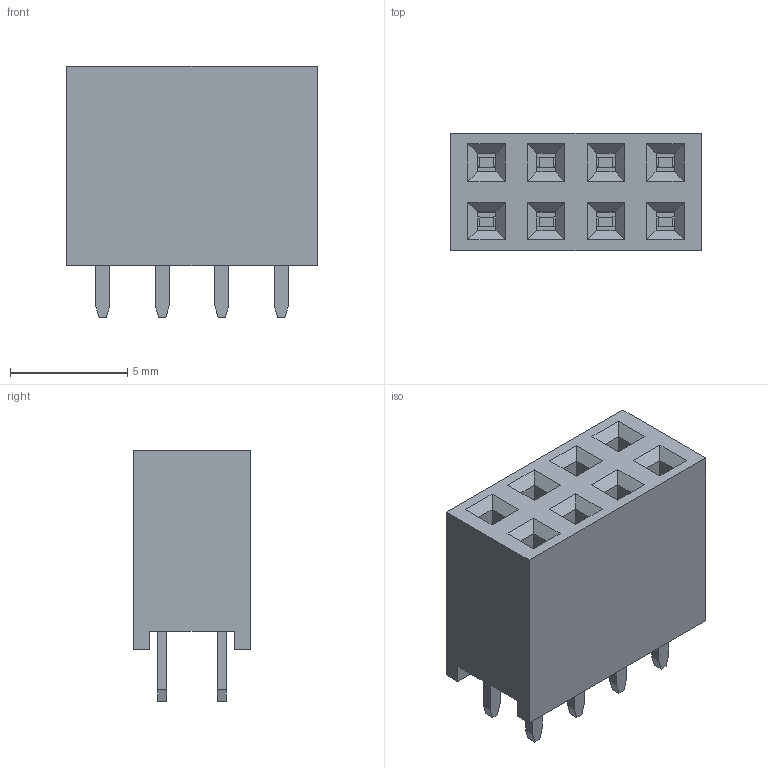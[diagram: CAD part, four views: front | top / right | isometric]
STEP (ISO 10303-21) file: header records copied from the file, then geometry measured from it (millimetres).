
FILE_DESCRIPTION (( 'STEP AP214' ), '1' );
FILE_NAME ('PBD-8.STEP', '2020-06-05T13:35:36', ( 'Elessar' ), ( '' ), 'SwSTEP 2.0', 'SolidWorks 2018', '' );
FILE_SCHEMA (( 'AUTOMOTIVE_DESIGN' ));
Length unit declared in the file: millimetre
Products named in the file (1): PBD-8
Bounding box: 10.66 x 5 x 10.7 mm (x, y, z)
Volume: 392.9 mm3; surface area: 623 mm2
Topology: 1 solids, 1 shells, 202 faces, 520 edges, 336 vertices
Faces by surface type: plane 202
Entity records: 7234 total; most frequent: CARTESIAN_POINT 1059, ORIENTED_EDGE 1040, DIRECTION 926, EDGE_CURVE 520, VECTOR 520, LINE 520, VERTEX_POINT 336, EDGE_LOOP 218
